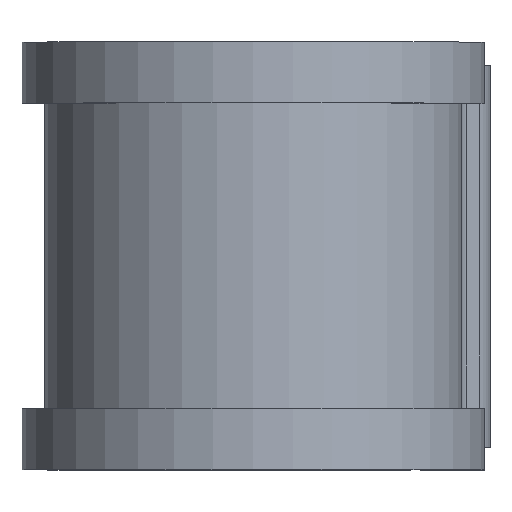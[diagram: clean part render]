
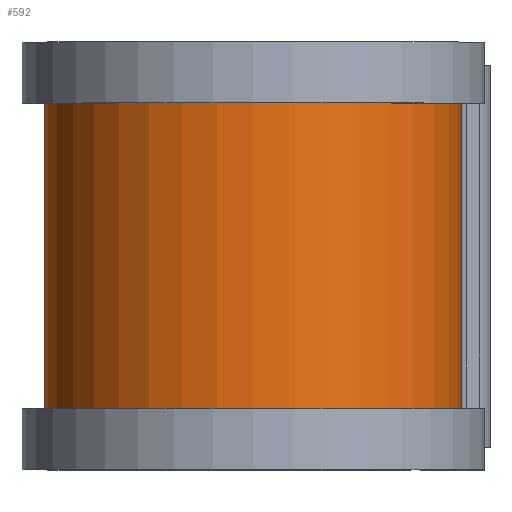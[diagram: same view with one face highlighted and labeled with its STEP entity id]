
A CAD part, top view. The second image highlights one B-rep face of the part: STEP entity #592.
In plain terms, the highlighted cylindrical face has radius 13.856 mm (diameter 27.711 mm), a partial arc.
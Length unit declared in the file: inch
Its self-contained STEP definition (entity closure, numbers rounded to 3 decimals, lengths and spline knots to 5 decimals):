
#6 = CYLINDRICAL_SURFACE ( 'NONE', #626, 0.5455 ) ;
#81 = CARTESIAN_POINT ( 'NONE',  ( 0.5455, 0.4, 0. ) ) ;
#108 = ORIENTED_EDGE ( 'NONE', *, *, #898, .T. ) ;
#218 = CIRCLE ( 'NONE', #793, 0.5455 ) ;
#278 = LINE ( 'NONE', #1144, #587 ) ;
#285 = DIRECTION ( 'NONE',  ( 0., -1., 0. ) ) ;
#376 = AXIS2_PLACEMENT_3D ( 'NONE', #1261, #466, #1430 ) ;
#386 = EDGE_CURVE ( 'NONE', #506, #1443, #449, .T. ) ;
#449 = LINE ( 'NONE', #961, #1345 ) ;
#466 = DIRECTION ( 'NONE',  ( 0., -1., 0. ) ) ;
#506 = VERTEX_POINT ( 'NONE', #81 ) ;
#587 = VECTOR ( 'NONE', #1094, 39.37008 ) ;
#589 = CARTESIAN_POINT ( 'NONE',  ( 0., 0.5, 0. ) ) ;
#592 = ADVANCED_FACE ( 'NONE', ( #698 ), #6, .T. ) ;
#626 = AXIS2_PLACEMENT_3D ( 'NONE', #589, #719, #727 ) ;
#698 = FACE_OUTER_BOUND ( 'NONE', #1344, .T. ) ;
#715 = CARTESIAN_POINT ( 'NONE',  ( 0., 0.4, -0.5455 ) ) ;
#716 = EDGE_CURVE ( 'NONE', #869, #1046, #278, .T. ) ;
#719 = DIRECTION ( 'NONE',  ( 0., -1., 0. ) ) ;
#721 = ORIENTED_EDGE ( 'NONE', *, *, #1395, .F. ) ;
#727 = DIRECTION ( 'NONE',  ( 0., 0., -1. ) ) ;
#750 = DIRECTION ( 'NONE',  ( 0., -1., 0. ) ) ;
#793 = AXIS2_PLACEMENT_3D ( 'NONE', #1060, #285, #1205 ) ;
#869 = VERTEX_POINT ( 'NONE', #715 ) ;
#898 = EDGE_CURVE ( 'NONE', #506, #869, #1572, .T. ) ;
#961 = CARTESIAN_POINT ( 'NONE',  ( 0.5455, 0.5, 0. ) ) ;
#1046 = VERTEX_POINT ( 'NONE', #1147 ) ;
#1060 = CARTESIAN_POINT ( 'NONE',  ( 0., -0.4, 0. ) ) ;
#1094 = DIRECTION ( 'NONE',  ( 0., -1., 0. ) ) ;
#1144 = CARTESIAN_POINT ( 'NONE',  ( 0., 0.5, -0.5455 ) ) ;
#1147 = CARTESIAN_POINT ( 'NONE',  ( 0., -0.4, -0.5455 ) ) ;
#1205 = DIRECTION ( 'NONE',  ( 0., 0., -1. ) ) ;
#1261 = CARTESIAN_POINT ( 'NONE',  ( 0., 0.4, 0. ) ) ;
#1344 = EDGE_LOOP ( 'NONE', ( #1555, #108, #1433, #721 ) ) ;
#1345 = VECTOR ( 'NONE', #750, 39.37008 ) ;
#1395 = EDGE_CURVE ( 'NONE', #1443, #1046, #218, .T. ) ;
#1430 = DIRECTION ( 'NONE',  ( 0., 0., -1. ) ) ;
#1433 = ORIENTED_EDGE ( 'NONE', *, *, #716, .T. ) ;
#1443 = VERTEX_POINT ( 'NONE', #1520 ) ;
#1520 = CARTESIAN_POINT ( 'NONE',  ( 0.5455, -0.4, 0. ) ) ;
#1555 = ORIENTED_EDGE ( 'NONE', *, *, #386, .F. ) ;
#1572 = CIRCLE ( 'NONE', #376, 0.5455 ) ;
